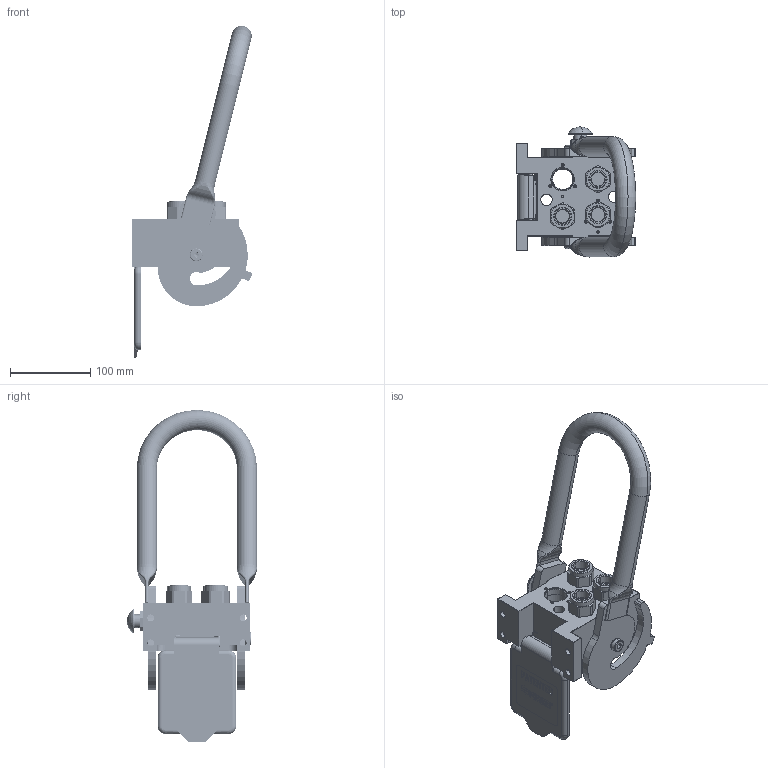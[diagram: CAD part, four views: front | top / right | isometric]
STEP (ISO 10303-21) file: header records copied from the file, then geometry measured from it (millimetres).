
FILE_DESCRIPTION (( 'STEP AP214' ), '1' );
FILE_NAME ('FASTER.step', '2022-12-13T02:07:29', ( '' ), ( '' ), 'SwSTEP 2.0', 'SolidWorks 2017', '' );
FILE_SCHEMA (( 'AUTOMOTIVE_DESIGN' ));
Length unit declared in the file: millimetre
Products named in the file (29): 4830_025_1000_000; 4830_001_0005_300; 4820_001_0004_000; 4830_024_5000_000; 4830_013_3000_030; 0048_042_0412_000; 4830_001_0005_301; 4810_001_0001_014; curs_molla_12; 4830_024_1000_011; 4142_072_1000_300; P508_F_V_BASE; 4830_025_2000_000; 2ffnb12_gas_f; sicura_p5; 4830_020_0000_022; A_2ffnb12_gas_f; 4830_070_0000_001; or1_5x7_m; FASTER; et011; 4840_024_1000_010; 4830_022_0000_011; 0048_317_1000_000; 4830_024_5000_000^4830_024_5000_000; 4340_014_0000_000; 4840_024_1000_020; 4830_025_0000_001
Assembly tree (31 placements, depth 4):
  FASTER
    P508_F_V_BASE
      4830_020_0000_022
      4830_025_1000_000
      4830_070_0000_001
      4820_001_0004_000
      4810_001_0001_014
      4830_001_0005_300
      4830_001_0005_301
      4830_022_0000_011
      4830_013_3000_030  x2
      0048_317_1000_000  x2
    A_2ffnb12_gas_f  x3
      curs_molla_12
        4340_014_0000_000
        4142_072_1000_300
      2ffnb12_gas_f
        2ffnb12_gas_f
    4830_024_5000_000
      sicura_p5
        4830_025_0000_001
        or1_5x7_m
        0048_042_0412_000
      4830_024_1000_011
      4840_024_1000_010
      4840_024_1000_020
      4830_025_2000_000
    et011
  4830_024_5000_000^4830_024_5000_000
Bounding box: 149.01 x 161.73 x 412.71 mm (x, y, z)
Volume: 266248.9 mm3; surface area: 328049.3 mm2
Topology: 22 solids, 58 shells, 3574 faces, 9330 edges, 5934 vertices
Faces by surface type: plane 1975, cylinder 687, cone 346, bspline 287, torus 224, sphere 55
Entity records: 126516 total; most frequent: CARTESIAN_POINT 52002, ORIENTED_EDGE 15175, DIRECTION 13737, EDGE_CURVE 7671, VECTOR 5363, LINE 5363, VERTEX_POINT 4905, AXIS2_PLACEMENT_3D 4187
